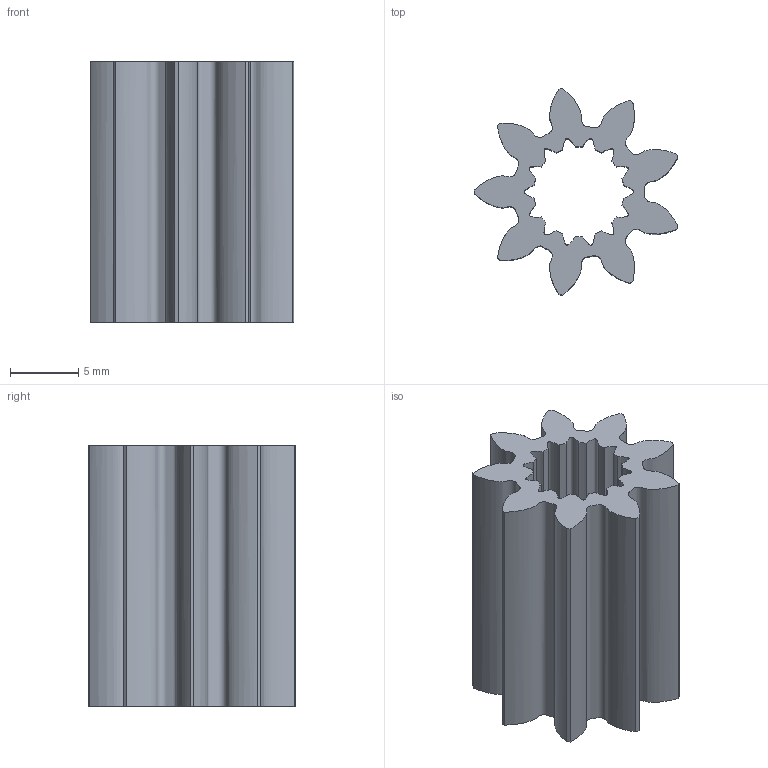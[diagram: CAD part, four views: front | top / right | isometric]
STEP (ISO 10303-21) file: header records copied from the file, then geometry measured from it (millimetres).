
FILE_DESCRIPTION (( 'STEP AP203' ), '1' );
FILE_NAME ('217-6916-001 Rev2.STEP', '2019-08-22T15:24:57', ( '' ), ( '' ), 'SwSTEP 2.0', 'SolidWorks 2017', '' );
FILE_SCHEMA (( 'CONFIG_CONTROL_DESIGN' ));
Length unit declared in the file: millimetre
Products named in the file (1): 217-6916-001 Rev2
Bounding box: 14.87 x 15.1 x 19.05 mm (x, y, z)
Volume: 1545.8 mm3; surface area: 2106.1 mm2
Topology: 1 solids, 1 shells, 48 faces, 138 edges, 92 vertices
Faces by surface type: cylinder 23, bspline 23, plane 2
Entity records: 6507 total; most frequent: CARTESIAN_POINT 5278, ORIENTED_EDGE 276, DIRECTION 190, EDGE_CURVE 138, VERTEX_POINT 92, AXIS2_PLACEMENT_3D 72, EDGE_LOOP 50, ADVANCED_FACE 48
